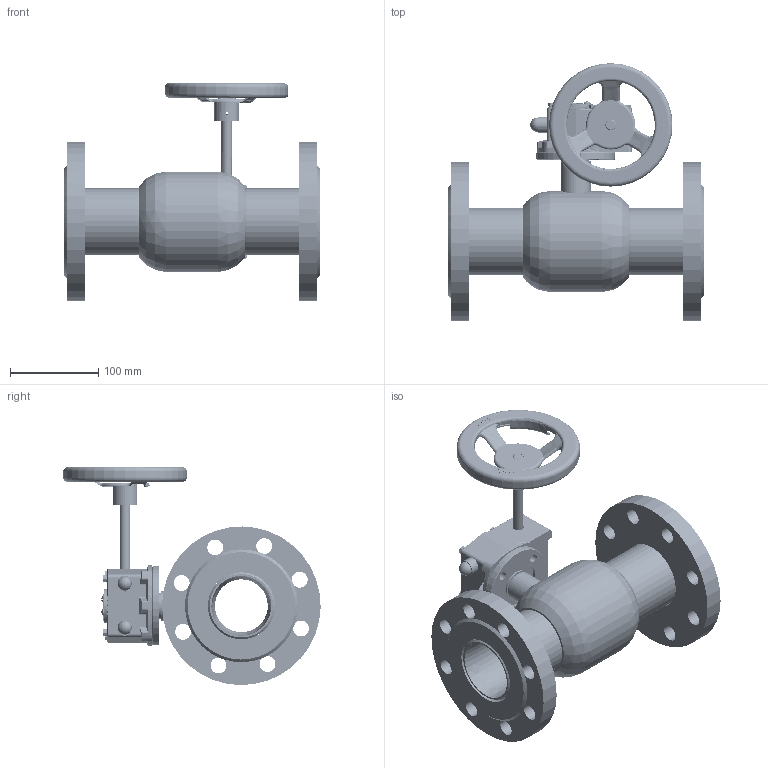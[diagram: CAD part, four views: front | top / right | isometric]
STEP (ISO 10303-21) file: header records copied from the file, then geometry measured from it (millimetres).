
FILE_DESCRIPTION (( 'STEP AP214' ), '1' );
FILE_NAME ('DN65涡轮法兰球阀PN25.STEP', '2023-10-07T06:53:27', ( '' ), ( '' ), 'SwSTEP 2.0', 'SolidWorks 2019', '' );
FILE_SCHEMA (( 'AUTOMOTIVE_DESIGN' ));
Length unit declared in the file: millimetre
Products named in the file (26): M07恦謫; M07.stp; DN65涡轮法兰球阀PN25; 硌尨齪.stp; 眊极.stp; 65攫; 階M8-35.stp; DN65概极; 恘謫.stp; 忒謫.stp; 粟种4-28.stp; 65楊擘2.5; 眊裔.stp; 粟菜5.stp; 鞠M5-16.stp; 源蝶輸.stp; 65Q61F16C-02; 38-2.65.stp; AXK1225.stp; 源粣杶.stp; 蝶簽.stp; Q61F-65-5粣杶; 蹟隊M4-8.stp; 恘裝.stp; 65概裝; luomu8.stp
Assembly tree (44 placements, depth 4):
  DN65涡轮法兰球阀PN25
    DN65概极
    65Q61F16C-02  x2
    Q61F-65-5粣杶
    65概裝
    65攫
    M07恦謫
      M07.stp
        眊极.stp
        恘謫.stp
        38-2.65.stp  x2
        階M8-35.stp  x2
        luomu8.stp  x2
        蝶簽.stp  x2
        恘裝.stp
        AXK1225.stp  x2
        源粣杶.stp  x2
        源蝶輸.stp
        眊裔.stp
        粟菜5.stp  x6
        鞠M5-16.stp  x6
        硌尨齪.stp
        蹟隊M4-8.stp  x2
        粟种4-28.stp
        忒謫.stp
    65楊擘2.5  x2
Bounding box: 290 x 291.99 x 247.57 mm (x, y, z)
Volume: 1717473.3 mm3; surface area: 525516.6 mm2
Topology: 42 solids, 42 shells, 3381 faces, 9354 edges, 6091 vertices
Faces by surface type: cylinder 2041, plane 773, cone 246, bspline 202, torus 109, sphere 10
Entity records: 148576 total; most frequent: CARTESIAN_POINT 89146, ORIENTED_EDGE 13630, DIRECTION 9910, EDGE_CURVE 6815, VERTEX_POINT 4447, AXIS2_PLACEMENT_3D 3709, B_SPLINE_CURVE_WITH_KNOTS 2916, EDGE_LOOP 2654
